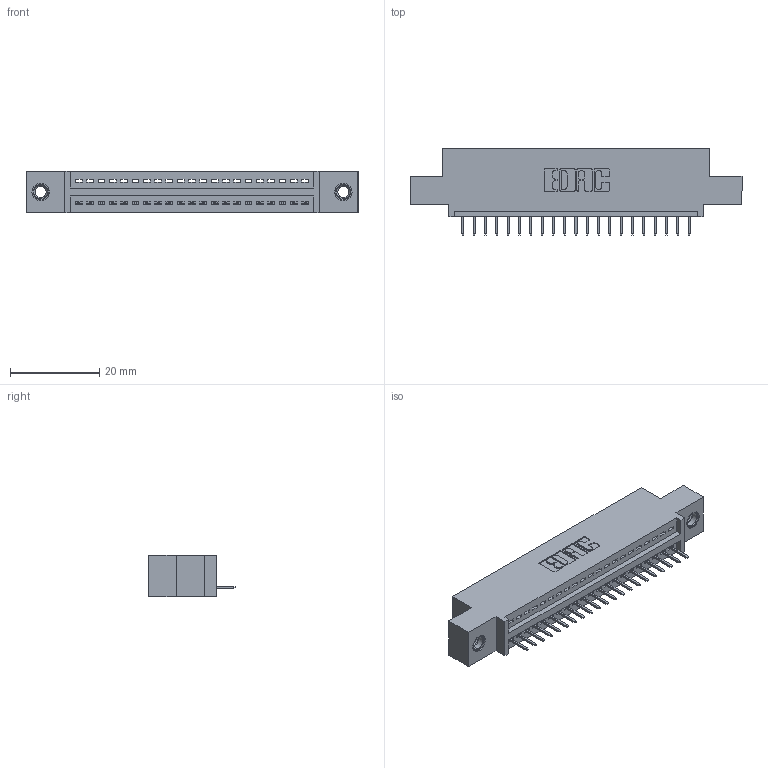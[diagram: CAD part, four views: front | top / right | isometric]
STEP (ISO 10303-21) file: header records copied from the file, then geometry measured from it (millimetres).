
FILE_DESCRIPTION (( 'STEP AP203' ), '1' );
FILE_NAME ('345-021-524-407.STEP', '2018-08-20T08:52:45', ( '' ), ( '' ), 'SwSTEP 2.0', 'SolidWorks 2016', '' );
FILE_SCHEMA (( 'CONFIG_CONTROL_DESIGN' ));
Length unit declared in the file: inch
Products named in the file (4): 345-250-001_345-250-005-103; 345-021-524-407; 345 Part_0.110 Offset - 0.156 Dia-TI; 345-292-001_345-293-124
Assembly tree (24 placements, depth 2):
  345-021-524-407
    345 Part_0.110 Offset - 0.156 Dia-TI
    345-292-001_345-293-124  x21
    345-250-001_345-250-005-103  x2
Bounding box: 74.55 x 19.35 x 9.4 mm (x, y, z)
Volume: 6738.9 mm3; surface area: 8519.1 mm2
Topology: 24 solids, 24 shells, 1492 faces, 4269 edges, 2754 vertices
Faces by surface type: plane 1082, cylinder 394, cone 12, torus 4
Entity records: 20024 total; most frequent: CARTESIAN_POINT 3450, ORIENTED_EDGE 3398, DIRECTION 3071, EDGE_CURVE 1699, VECTOR 1467, LINE 1467, VERTEX_POINT 1124, AXIS2_PLACEMENT_3D 802
